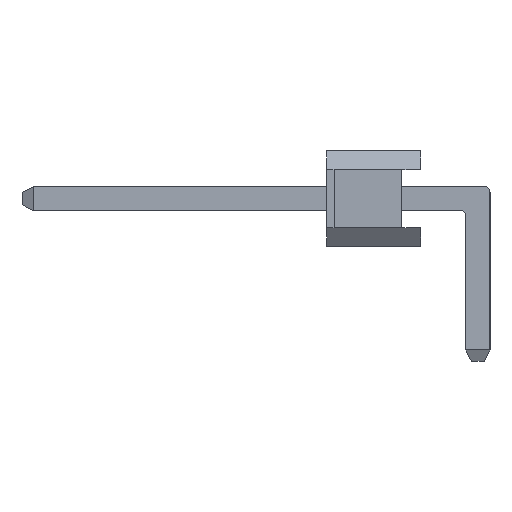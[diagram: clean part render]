
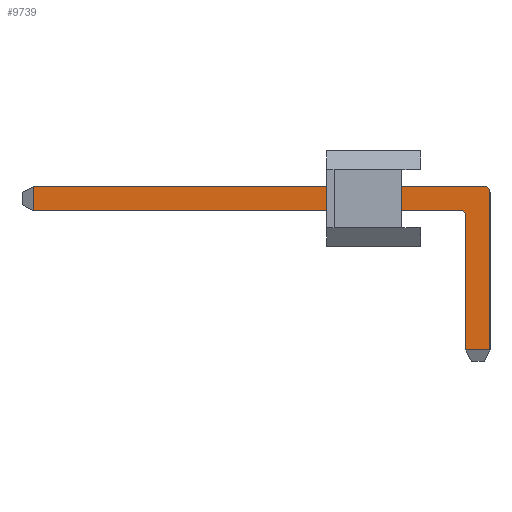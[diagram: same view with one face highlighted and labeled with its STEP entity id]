
A CAD part, left-side view. The second image highlights one B-rep face of the part: STEP entity #9739.
In plain terms, the highlighted planar face has unit normal (-1, 0, 0).
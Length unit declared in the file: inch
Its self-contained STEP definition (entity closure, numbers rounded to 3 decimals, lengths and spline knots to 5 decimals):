
#339 = CARTESIAN_POINT ( 'NONE',  ( 0., 0.08279, 0. ) ) ;
#478 = DIRECTION ( 'NONE',  ( 0., -1., 0. ) ) ;
#724 = VECTOR ( 'NONE', #4441, 39.37008 ) ;
#1053 = ORIENTED_EDGE ( 'NONE', *, *, #10545, .T. ) ;
#1344 = LINE ( 'NONE', #339, #5731 ) ;
#1447 = DIRECTION ( 'NONE',  ( 0., -1., 0. ) ) ;
#1491 = CARTESIAN_POINT ( 'NONE',  ( 0., 0.08279, 0.14567 ) ) ;
#1508 = CARTESIAN_POINT ( 'NONE',  ( 0., 0., 0.16496 ) ) ;
#1546 = AXIS2_PLACEMENT_3D ( 'NONE', #9595, #4282, #10493 ) ;
#1691 = DIRECTION ( 'NONE',  ( -1., 0., 0. ) ) ;
#2021 = EDGE_CURVE ( 'NONE', #2259, #3256, #1344, .T. ) ;
#2116 = VERTEX_POINT ( 'NONE', #1508 ) ;
#2117 = EDGE_CURVE ( 'NONE', #11125, #11020, #6964, .T. ) ;
#2212 = CARTESIAN_POINT ( 'NONE',  ( 0., 0.0252, -0.06614 ) ) ;
#2259 = VERTEX_POINT ( 'NONE', #7974 ) ;
#2351 = CARTESIAN_POINT ( 'NONE',  ( 0., 0.47728, -0.06614 ) ) ;
#2900 = FACE_OUTER_BOUND ( 'NONE', #8850, .T. ) ;
#3256 = VERTEX_POINT ( 'NONE', #9431 ) ;
#3261 = LINE ( 'NONE', #2351, #9520 ) ;
#3467 = VERTEX_POINT ( 'NONE', #3651 ) ;
#3543 = CARTESIAN_POINT ( 'NONE',  ( 0., 0.08279, 0.17087 ) ) ;
#3651 = CARTESIAN_POINT ( 'NONE',  ( 0., 0.47728, 0.17087 ) ) ;
#4070 = ORIENTED_EDGE ( 'NONE', *, *, #2117, .T. ) ;
#4282 = DIRECTION ( 'NONE',  ( -1., 0., 0. ) ) ;
#4421 = DIRECTION ( 'NONE',  ( 1., 0., 0. ) ) ;
#4441 = DIRECTION ( 'NONE',  ( 0., 1., 0. ) ) ;
#4610 = VECTOR ( 'NONE', #1447, 39.37008 ) ;
#4624 = ORIENTED_EDGE ( 'NONE', *, *, #9077, .T. ) ;
#4764 = ORIENTED_EDGE ( 'NONE', *, *, #5852, .T. ) ;
#5628 = CARTESIAN_POINT ( 'NONE',  ( 0., 0.0311, 0.14567 ) ) ;
#5731 = VECTOR ( 'NONE', #478, 39.37008 ) ;
#5834 = DIRECTION ( 'NONE',  ( 0., 0., 1. ) ) ;
#5852 = EDGE_CURVE ( 'NONE', #3467, #11125, #3261, .T. ) ;
#6289 = LINE ( 'NONE', #2212, #11037 ) ;
#6294 = ORIENTED_EDGE ( 'NONE', *, *, #8374, .T. ) ;
#6707 = CIRCLE ( 'NONE', #10818, 0.00591 ) ;
#6964 = LINE ( 'NONE', #1491, #4610 ) ;
#7114 = CIRCLE ( 'NONE', #1546, 0.00591 ) ;
#7167 = CARTESIAN_POINT ( 'NONE',  ( 0., 0.08279, -0.06614 ) ) ;
#7271 = ORIENTED_EDGE ( 'NONE', *, *, #8853, .T. ) ;
#7708 = EDGE_CURVE ( 'NONE', #10675, #3467, #8115, .T. ) ;
#7750 = DIRECTION ( 'NONE',  ( 0., 0., -1. ) ) ;
#7814 = CARTESIAN_POINT ( 'NONE',  ( 0., 0.00591, 0.17087 ) ) ;
#7974 = CARTESIAN_POINT ( 'NONE',  ( 0., 0.0252, 0. ) ) ;
#8004 = AXIS2_PLACEMENT_3D ( 'NONE', #7167, #1691, #8068 ) ;
#8068 = DIRECTION ( 'NONE',  ( 0., -1., 0. ) ) ;
#8115 = LINE ( 'NONE', #3543, #724 ) ;
#8374 = EDGE_CURVE ( 'NONE', #2116, #10675, #7114, .T. ) ;
#8512 = DIRECTION ( 'NONE',  ( 0., 0., -1. ) ) ;
#8850 = EDGE_LOOP ( 'NONE', ( #4070, #4624, #7271, #9894, #1053, #6294, #8938, #4764 ) ) ;
#8853 = EDGE_CURVE ( 'NONE', #9280, #2259, #6289, .T. ) ;
#8938 = ORIENTED_EDGE ( 'NONE', *, *, #7708, .T. ) ;
#9077 = EDGE_CURVE ( 'NONE', #11020, #9280, #6707, .T. ) ;
#9185 = VECTOR ( 'NONE', #5834, 39.37008 ) ;
#9280 = VERTEX_POINT ( 'NONE', #10961 ) ;
#9431 = CARTESIAN_POINT ( 'NONE',  ( 0., 0., 0. ) ) ;
#9520 = VECTOR ( 'NONE', #7750, 39.37008 ) ;
#9595 = CARTESIAN_POINT ( 'NONE',  ( 0., 0.00591, 0.16496 ) ) ;
#9731 = CARTESIAN_POINT ( 'NONE',  ( 0., 0.0311, 0.13976 ) ) ;
#9739 = ADVANCED_FACE ( 'NONE', ( #2900 ), #11615, .T. ) ;
#9894 = ORIENTED_EDGE ( 'NONE', *, *, #2021, .T. ) ;
#10256 = CARTESIAN_POINT ( 'NONE',  ( 0., 0., -0.06614 ) ) ;
#10493 = DIRECTION ( 'NONE',  ( 0., 1., 0. ) ) ;
#10545 = EDGE_CURVE ( 'NONE', #3256, #2116, #11555, .T. ) ;
#10638 = DIRECTION ( 'NONE',  ( 0., 0., -1. ) ) ;
#10675 = VERTEX_POINT ( 'NONE', #7814 ) ;
#10818 = AXIS2_PLACEMENT_3D ( 'NONE', #9731, #4421, #10638 ) ;
#10961 = CARTESIAN_POINT ( 'NONE',  ( 0., 0.0252, 0.13976 ) ) ;
#11020 = VERTEX_POINT ( 'NONE', #5628 ) ;
#11037 = VECTOR ( 'NONE', #8512, 39.37008 ) ;
#11119 = CARTESIAN_POINT ( 'NONE',  ( 0., 0.47728, 0.14567 ) ) ;
#11125 = VERTEX_POINT ( 'NONE', #11119 ) ;
#11555 = LINE ( 'NONE', #10256, #9185 ) ;
#11615 = PLANE ( 'NONE',  #8004 ) ;
